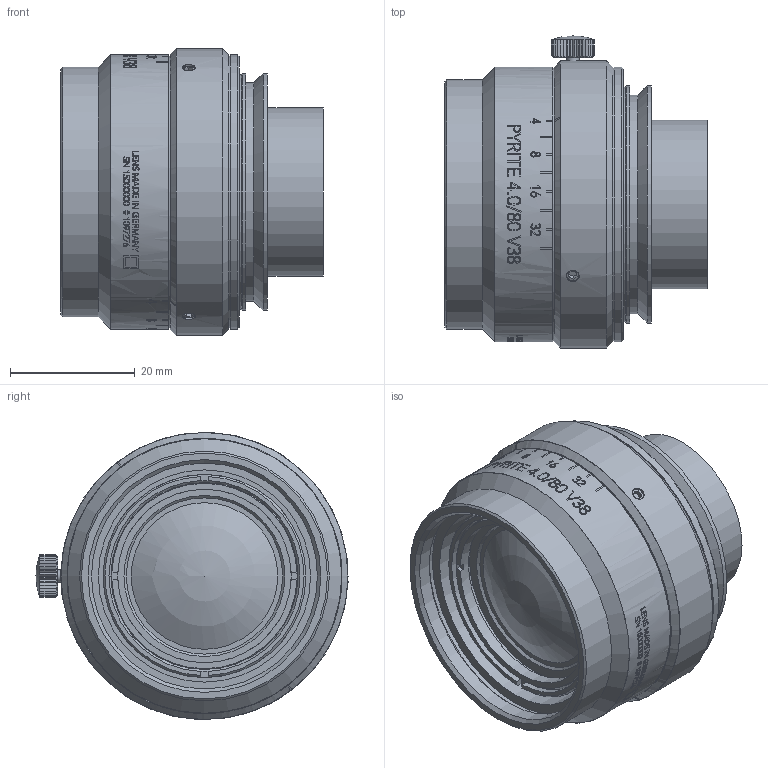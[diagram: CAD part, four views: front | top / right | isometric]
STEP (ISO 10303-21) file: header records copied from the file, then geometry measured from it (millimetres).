
FILE_DESCRIPTION(/* description */ (''),/* implementation_level */ '2;1');
FILE_NAME(/* name */ '1097276_00155138_002.stp',/* time_stamp */ '2021-11-09T10:26:07+01:00',/* author */ (''),/* organization */ (''),/* preprocessor_version */ 'ST-DEVELOPER v16',/* originating_system */ 'SIEMENS PLM Software NX 10.0',/* authorisation */ '');
FILE_SCHEMA (('AP203_CONFIGURATION_CONTROLLED_3D_DESIGN_OF_MECHANICAL_PARTS_AND_ASSEMBLIES_MIM_LF { 1 0 10303 403 2 1 2}'));
Length unit declared in the file: millimetre
Products named in the file (1): Froe55243C83akyo
Bounding box: 42.02 x 50 x 46 mm (x, y, z)
Volume: 43161 mm3; surface area: 14759.8 mm2
Topology: 1 solids, 3 shells, 382 faces, 1343 edges, 1112 vertices
Faces by surface type: plane 173, cylinder 173, cone 29, torus 4, sphere 3
Full cylindrical faces by diameter (mm): 2 x1, 2.05 x3, 2.7 x3, 22.6 x1, 22.8 x1, 23.8 x1, 24 x1, 25.2 x1, 26.1 x1, 27 x1, 27.8 x1, 29 x1, 29.7 x1, 29.96 x1, 32.5 x1, 33 x1, 34 x1, 35 x1, 36.2 x1, 37.3 x1, 38 x2, 40 x1, 43.642 x2, 44 x2, 44.05 x1, 46 x1
Entity records: 16678 total; most frequent: CARTESIAN_POINT 6337, ORIENTED_EDGE 2465, DIRECTION 1422, EDGE_CURVE 1253, VERTEX_POINT 1088, B_SPLINE_CURVE_WITH_KNOTS 760, EDGE_LOOP 594, AXIS2_PLACEMENT_3D 584
